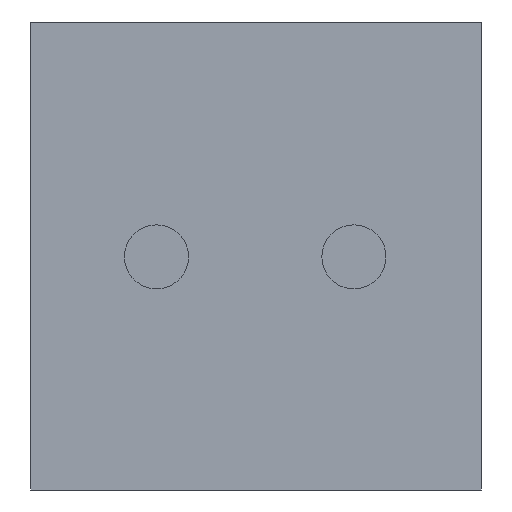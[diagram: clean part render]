
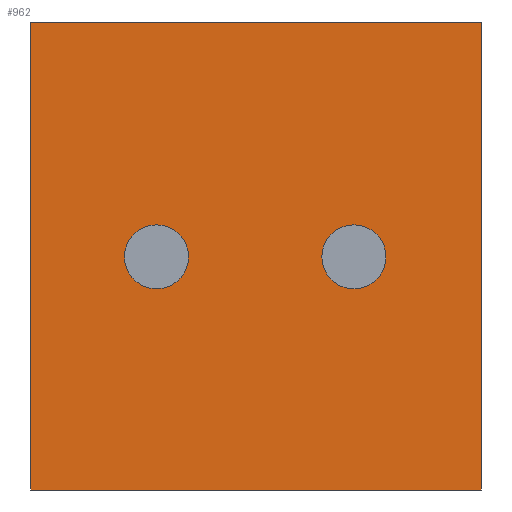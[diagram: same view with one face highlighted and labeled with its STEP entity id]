
A CAD part, front view. The second image highlights one B-rep face of the part: STEP entity #962.
In plain terms, the highlighted planar face has unit normal (0, -1, 0).
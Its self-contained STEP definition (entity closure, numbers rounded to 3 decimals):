
#6 = EDGE_CURVE ( 'NONE', #943, #298, #470, .T. ) ;
#8 = DIRECTION ( 'NONE',  ( 0., 0., -1. ) ) ;
#15 = VECTOR ( 'NONE', #1185, 1000. ) ;
#102 = DIRECTION ( 'NONE',  ( 0., 1., 0. ) ) ;
#138 = VECTOR ( 'NONE', #811, 1000. ) ;
#151 = DIRECTION ( 'NONE',  ( 0., 1., 0. ) ) ;
#155 = CARTESIAN_POINT ( 'NONE',  ( 0., 0., 6.022 ) ) ;
#160 = EDGE_CURVE ( 'NONE', #1121, #1017, #554, .T. ) ;
#172 = FACE_BOUND ( 'NONE', #1116, .T. ) ;
#190 = CARTESIAN_POINT ( 'NONE',  ( 0., 0., 6.022 ) ) ;
#198 = AXIS2_PLACEMENT_3D ( 'NONE', #190, #547, #645 ) ;
#213 = EDGE_LOOP ( 'NONE', ( #238, #254 ) ) ;
#238 = ORIENTED_EDGE ( 'NONE', *, *, #735, .T. ) ;
#246 = VECTOR ( 'NONE', #349, 1000. ) ;
#252 = ORIENTED_EDGE ( 'NONE', *, *, #891, .F. ) ;
#254 = ORIENTED_EDGE ( 'NONE', *, *, #699, .T. ) ;
#259 = CIRCLE ( 'NONE', #1015, 0.412 ) ;
#270 = CARTESIAN_POINT ( 'NONE',  ( 4.16, 0., 3.412 ) ) ;
#281 = DIRECTION ( 'NONE',  ( 0., 0., -1. ) ) ;
#298 = VERTEX_POINT ( 'NONE', #830 ) ;
#325 = DIRECTION ( 'NONE',  ( 0., 1., 0. ) ) ;
#334 = DIRECTION ( 'NONE',  ( 0., 0., -1. ) ) ;
#349 = DIRECTION ( 'NONE',  ( 0., 0., -1. ) ) ;
#363 = ORIENTED_EDGE ( 'NONE', *, *, #6, .T. ) ;
#369 = LINE ( 'NONE', #917, #138 ) ;
#390 = CARTESIAN_POINT ( 'NONE',  ( 0., 0., 6.022 ) ) ;
#412 = VECTOR ( 'NONE', #281, 1000. ) ;
#457 = ORIENTED_EDGE ( 'NONE', *, *, #959, .T. ) ;
#470 = CIRCLE ( 'NONE', #927, 0.412 ) ;
#495 = CIRCLE ( 'NONE', #568, 0.412 ) ;
#521 = FACE_BOUND ( 'NONE', #213, .T. ) ;
#536 = CARTESIAN_POINT ( 'NONE',  ( 5.8, 0., 6.022 ) ) ;
#547 = DIRECTION ( 'NONE',  ( 0., -1., 0. ) ) ;
#554 = LINE ( 'NONE', #155, #15 ) ;
#568 = AXIS2_PLACEMENT_3D ( 'NONE', #793, #799, #334 ) ;
#587 = CARTESIAN_POINT ( 'NONE',  ( 5.8, 0., 0. ) ) ;
#608 = CARTESIAN_POINT ( 'NONE',  ( 4.16, 0., 3. ) ) ;
#610 = CARTESIAN_POINT ( 'NONE',  ( 5.8, 0., 2.898 ) ) ;
#615 = CARTESIAN_POINT ( 'NONE',  ( 1.62, 0., 3.412 ) ) ;
#637 = VERTEX_POINT ( 'NONE', #587 ) ;
#645 = DIRECTION ( 'NONE',  ( 0., 0., -1. ) ) ;
#657 = EDGE_CURVE ( 'NONE', #298, #943, #690, .T. ) ;
#689 = DIRECTION ( 'NONE',  ( 0., 0., -1. ) ) ;
#690 = CIRCLE ( 'NONE', #1002, 0.412 ) ;
#699 = EDGE_CURVE ( 'NONE', #898, #1189, #495, .T. ) ;
#726 = VERTEX_POINT ( 'NONE', #1080 ) ;
#733 = LINE ( 'NONE', #1122, #412 ) ;
#735 = EDGE_CURVE ( 'NONE', #1189, #898, #259, .T. ) ;
#793 = CARTESIAN_POINT ( 'NONE',  ( 1.62, 0., 3. ) ) ;
#799 = DIRECTION ( 'NONE',  ( 0., 1., 0. ) ) ;
#811 = DIRECTION ( 'NONE',  ( -1., 0., 0. ) ) ;
#830 = CARTESIAN_POINT ( 'NONE',  ( 4.16, 0., 2.588 ) ) ;
#884 = EDGE_CURVE ( 'NONE', #1017, #637, #968, .T. ) ;
#891 = EDGE_CURVE ( 'NONE', #637, #726, #369, .T. ) ;
#898 = VERTEX_POINT ( 'NONE', #615 ) ;
#912 = ORIENTED_EDGE ( 'NONE', *, *, #884, .F. ) ;
#917 = CARTESIAN_POINT ( 'NONE',  ( 0., 0., 0. ) ) ;
#927 = AXIS2_PLACEMENT_3D ( 'NONE', #1059, #102, #8 ) ;
#933 = PLANE ( 'NONE',  #198 ) ;
#941 = ORIENTED_EDGE ( 'NONE', *, *, #160, .F. ) ;
#943 = VERTEX_POINT ( 'NONE', #270 ) ;
#959 = EDGE_CURVE ( 'NONE', #1121, #726, #733, .T. ) ;
#960 = ORIENTED_EDGE ( 'NONE', *, *, #657, .T. ) ;
#962 = ADVANCED_FACE ( 'NONE', ( #172, #521, #995 ), #933, .T. ) ;
#968 = LINE ( 'NONE', #610, #246 ) ;
#992 = DIRECTION ( 'NONE',  ( 0., 0., -1. ) ) ;
#995 = FACE_OUTER_BOUND ( 'NONE', #1022, .T. ) ;
#1002 = AXIS2_PLACEMENT_3D ( 'NONE', #608, #151, #992 ) ;
#1015 = AXIS2_PLACEMENT_3D ( 'NONE', #1179, #325, #689 ) ;
#1017 = VERTEX_POINT ( 'NONE', #536 ) ;
#1022 = EDGE_LOOP ( 'NONE', ( #912, #941, #457, #252 ) ) ;
#1047 = CARTESIAN_POINT ( 'NONE',  ( 1.62, 0., 2.588 ) ) ;
#1059 = CARTESIAN_POINT ( 'NONE',  ( 4.16, 0., 3. ) ) ;
#1080 = CARTESIAN_POINT ( 'NONE',  ( 0., 0., 0. ) ) ;
#1116 = EDGE_LOOP ( 'NONE', ( #960, #363 ) ) ;
#1121 = VERTEX_POINT ( 'NONE', #390 ) ;
#1122 = CARTESIAN_POINT ( 'NONE',  ( 0., 0., 6.022 ) ) ;
#1179 = CARTESIAN_POINT ( 'NONE',  ( 1.62, 0., 3. ) ) ;
#1185 = DIRECTION ( 'NONE',  ( 1., 0., 0. ) ) ;
#1189 = VERTEX_POINT ( 'NONE', #1047 ) ;
